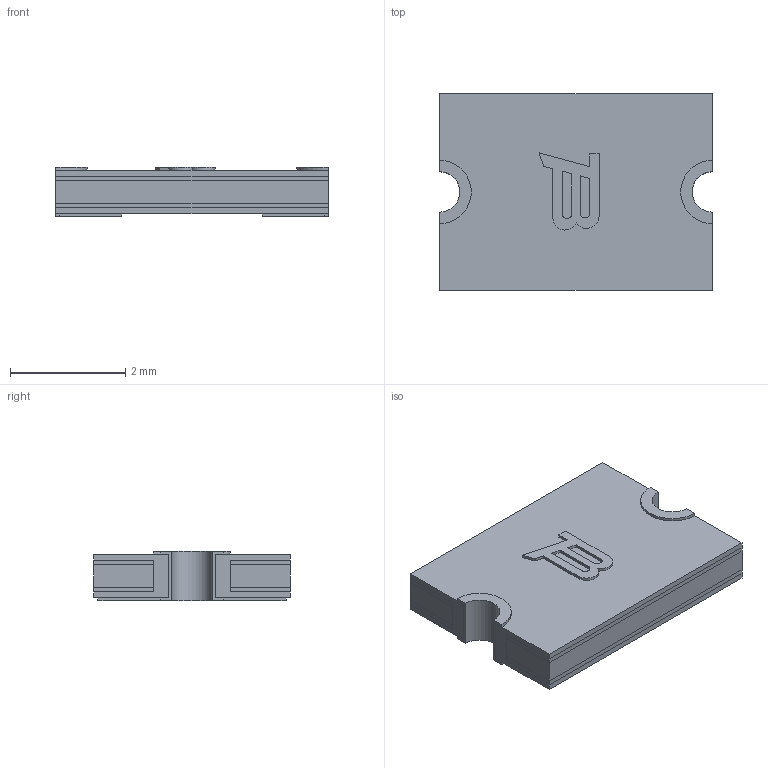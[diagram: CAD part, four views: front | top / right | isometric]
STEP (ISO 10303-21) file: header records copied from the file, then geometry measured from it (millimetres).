
FILE_DESCRIPTION(('STEP AP214'), '1');
FILE_NAME('MF-xSMF', '2019-04-14T15:36:56', ('Nobody'), (''), 'ASCON STEP Converter 1.3', 'ASCON Math Kernel', '');
FILE_SCHEMA(('AUTOMOTIVE_DESIGN { 1 0 10303 214 3 1 1}'));
Length unit declared in the file: millimetre
Bounding box: 4.73 x 3.41 x 0.85 mm (x, y, z)
Volume: 12.2 mm3; surface area: 188 mm2
Topology: 7 solids, 7 shells, 100 faces, 269 edges, 184 vertices
Faces by surface type: plane 78, cylinder 20, cone 2
Entity records: 3998 total; most frequent: CARTESIAN_POINT 542, ORIENTED_EDGE 518, DIRECTION 513, EDGE_CURVE 259, LINE 223, VECTOR 223, VERTEX_POINT 174, AXIS2_PLACEMENT_3D 145
